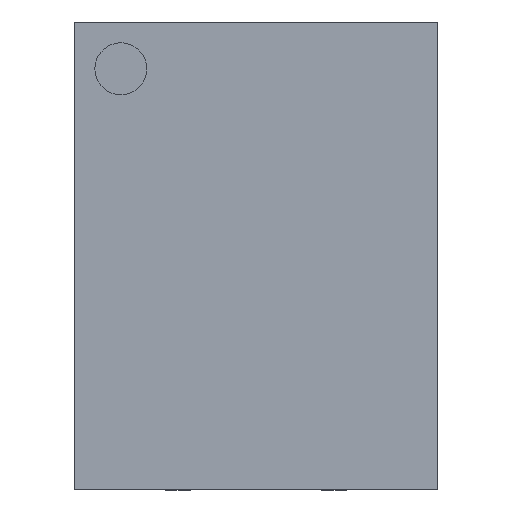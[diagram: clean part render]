
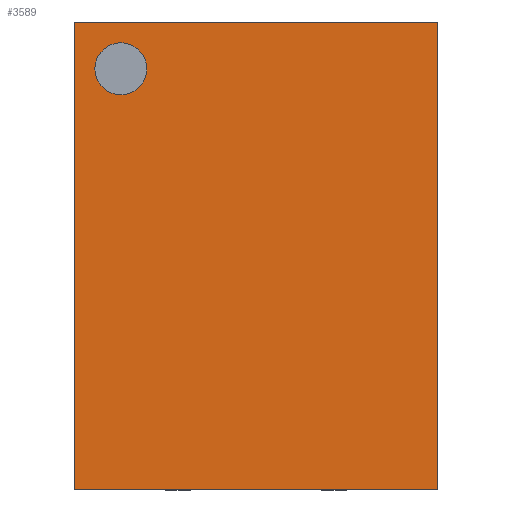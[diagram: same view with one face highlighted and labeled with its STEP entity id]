
A CAD part, top view. The second image highlights one B-rep face of the part: STEP entity #3589.
In plain terms, the highlighted planar face has unit normal (0, 0, 1).
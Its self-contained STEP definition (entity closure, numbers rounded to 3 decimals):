
#17=FACE_BOUND($,#485,.T.);
#47=CIRCLE($,#3822,0.25);
#265=FACE_OUTER_BOUND($,#484,.T.);
#484=EDGE_LOOP($,(#2833,#2834,#2835,#2836));
#485=EDGE_LOOP($,(#2837));
#674=LINE($,#5264,#1098);
#825=LINE($,#5623,#1249);
#827=LINE($,#5627,#1251);
#829=LINE($,#5630,#1253);
#1098=VECTOR($,#4224,4.5);
#1249=VECTOR($,#4555,3.5);
#1251=VECTOR($,#4559,4.5);
#1253=VECTOR($,#4563,3.5);
#1513=VERTEX_POINT($,#5261);
#1514=VERTEX_POINT($,#5263);
#1585=VERTEX_POINT($,#5419);
#1632=VERTEX_POINT($,#5622);
#1633=VERTEX_POINT($,#5626);
#1876=EDGE_CURVE($,#1513,#1514,#674,.T.);
#1959=EDGE_CURVE($,#1585,#1585,#47,.T.);
#2057=EDGE_CURVE($,#1514,#1632,#825,.T.);
#2059=EDGE_CURVE($,#1632,#1633,#827,.T.);
#2061=EDGE_CURVE($,#1633,#1513,#829,.T.);
#2833=ORIENTED_EDGE($,*,*,#1876,.F.);
#2834=ORIENTED_EDGE($,*,*,#2061,.F.);
#2835=ORIENTED_EDGE($,*,*,#2059,.F.);
#2836=ORIENTED_EDGE($,*,*,#2057,.F.);
#2837=ORIENTED_EDGE($,*,*,#1959,.T.);
#3392=PLANE($,#3897);
#3589=ADVANCED_FACE($,(#265,#17),#3392,.T.);
#3822=AXIS2_PLACEMENT_3D($,#5420,#4326,#4327);
#3897=AXIS2_PLACEMENT_3D($,#5631,#4564,#4565);
#4224=DIRECTION($,(0.,1.,0.));
#4326=DIRECTION('center_axis',(0.,0.,-1.));
#4327=DIRECTION('ref_axis',(1.,0.,0.));
#4555=DIRECTION($,(1.,0.,0.));
#4559=DIRECTION($,(0.,-1.,0.));
#4563=DIRECTION($,(-1.,0.,0.));
#4564=DIRECTION('center_axis',(0.,0.,1.));
#4565=DIRECTION('ref_axis',(1.,0.,0.));
#5261=CARTESIAN_POINT('',(-1.75,-2.25,1.));
#5263=CARTESIAN_POINT('',(-1.75,2.25,1.));
#5264=CARTESIAN_POINT($,(-1.75,-1.4,1.));
#5419=CARTESIAN_POINT('',(-1.55,1.8,1.));
#5420=CARTESIAN_POINT('Origin',(-1.3,1.8,1.));
#5622=CARTESIAN_POINT('',(1.75,2.25,1.));
#5623=CARTESIAN_POINT($,(-1.825,2.25,1.));
#5626=CARTESIAN_POINT('',(1.75,-2.25,1.));
#5627=CARTESIAN_POINT($,(1.75,2.25,1.));
#5630=CARTESIAN_POINT($,(1.825,-2.25,1.));
#5631=CARTESIAN_POINT('Origin',(-2.008,-1.583,1.));
